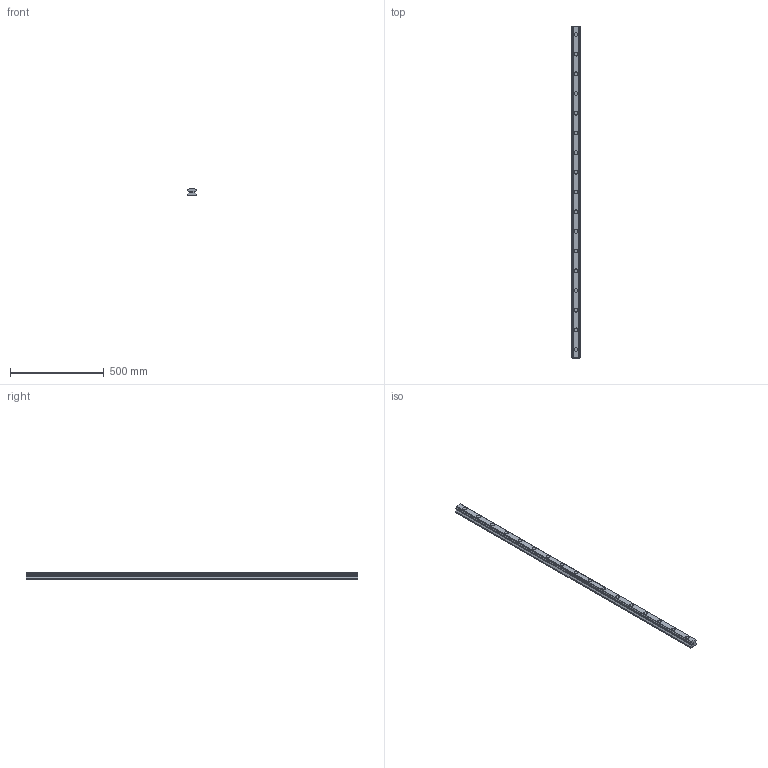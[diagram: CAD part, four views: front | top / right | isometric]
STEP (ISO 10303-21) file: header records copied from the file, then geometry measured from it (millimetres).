
FILE_DESCRIPTION(('STEP AP214'),'1');
FILE_NAME('cctmp_DA936F8E-3745-4288-805F-0B8D1EDEB9AC_2020_11_3_10_55_5_160..stp','2020-11-03T09:55:05',('HIWIN GmbH'),('CADClick - www.CADClick.com'),'Spatial InterOp 3D',' ','unknown authorization');
FILE_SCHEMA(('AUTOMOTIVE_DESIGN'));
Length unit declared in the file: millimetre
Products named in the file (1): HGR45R1770C_FILE
Bounding box: 45 x 1770 x 38 mm (x, y, z)
Volume: 2379844.2 mm3; surface area: 344749.8 mm2
Topology: 1 solids, 1 shells, 250 faces, 579 edges, 386 vertices
Faces by surface type: plane 144, cylinder 106
Entity records: 9179 total; most frequent: DIRECTION 1293, CARTESIAN_POINT 1216, ORIENTED_EDGE 1158, EDGE_CURVE 579, AXIS2_PLACEMENT_3D 463, VERTEX_POINT 386, LINE 367, VECTOR 367
